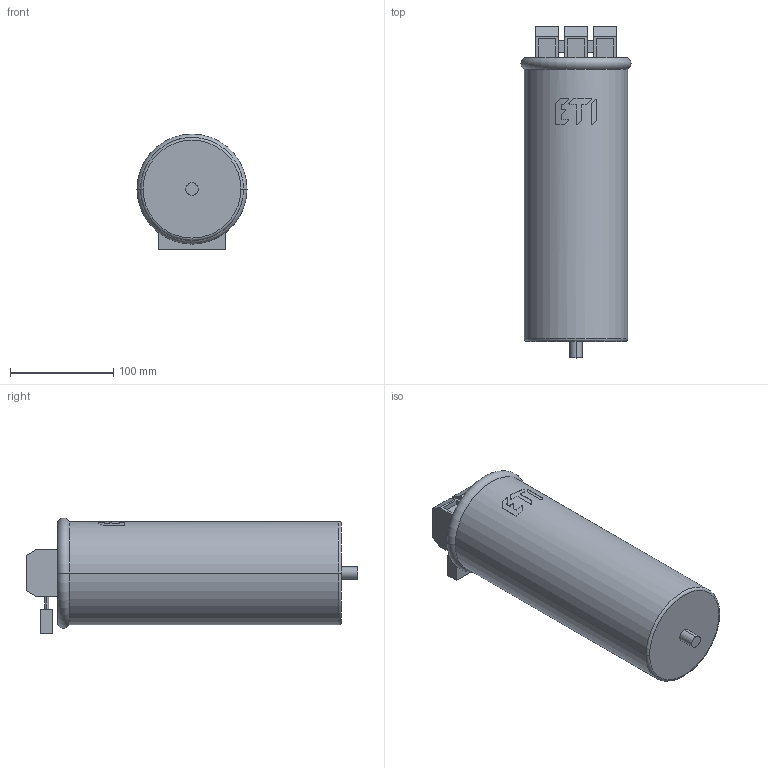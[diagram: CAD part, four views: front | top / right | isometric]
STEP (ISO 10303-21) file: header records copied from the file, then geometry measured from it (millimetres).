
FILE_DESCRIPTION((''),'2;1');
FILE_NAME('004656751_LPC-100X345_ASM','2021-10-29T',('marketing.praksa'),('Audax d.o.o.'),'CREO PARAMETRIC BY PTC INC, 2017480','CREO PARAMETRIC BY PTC INC, 2017480','');
FILE_SCHEMA(('AUTOMOTIVE_DESIGN { 1 0 10303 214 1 1 1 1 }'));
Products named in the file (16): PRT0028_1_1_2_1; PRT0028_1_2_1_1_1; PRT0028_1_2_1_2_1; PRT0028_1_2_1_3_1; PRT0028_1_2_1_4_1; PRT0028_1_2_1_ASM_1_ASM; PRT0028_1_3_1_1; PRT9569_1_1_1; PRT9569_1_2_1; PRT9569_1_3_1; PRT9569_1_ASM_1_ASM; PRT9570_1_1_1; PRT9570_1_2_1; PRT9570_1_3_1; PRT9570_1_ASM_1_ASM; 004656751_LPC-100X345_ASM
Assembly tree (15 placements, depth 3):
  004656751_LPC-100X345_ASM
    PRT0028_1_1_2_1
    PRT0028_1_2_1_ASM_1_ASM
      PRT0028_1_2_1_1_1
      PRT0028_1_2_1_2_1
      PRT0028_1_2_1_3_1
      PRT0028_1_2_1_4_1
    PRT0028_1_3_1_1
    PRT9569_1_ASM_1_ASM
      PRT9569_1_1_1
      PRT9569_1_2_1
      PRT9569_1_3_1
    PRT9570_1_ASM_1_ASM
      PRT9570_1_1_1
      PRT9570_1_2_1
      PRT9570_1_3_1
Bounding box: 106.71 x 322 x 112.36 mm (x, y, z)
Volume: 2252630.7 mm3; surface area: 136889.2 mm2
Topology: 12 solids, 12 shells, 227 faces, 584 edges, 398 vertices
Faces by surface type: plane 146, cylinder 77, torus 4
Entity records: 11118 total; most frequent: CARTESIAN_POINT 1621, DIRECTION 1208, ORIENTED_EDGE 1168, PRESENTATION_STYLE_ASSIGNMENT 729, STYLED_ITEM 729, CURVE_STYLE 584, EDGE_CURVE 584, AXIS2_PLACEMENT_3D 422
